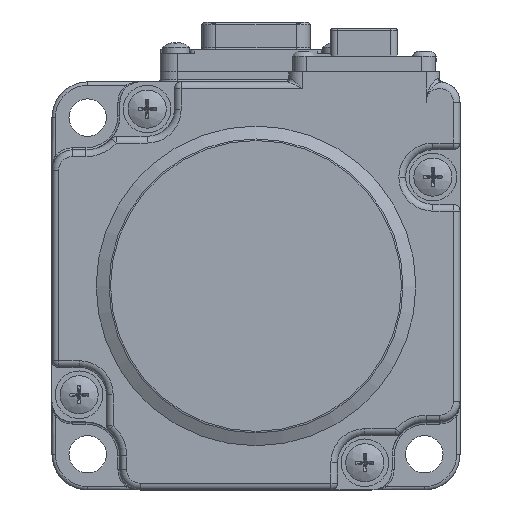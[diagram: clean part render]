
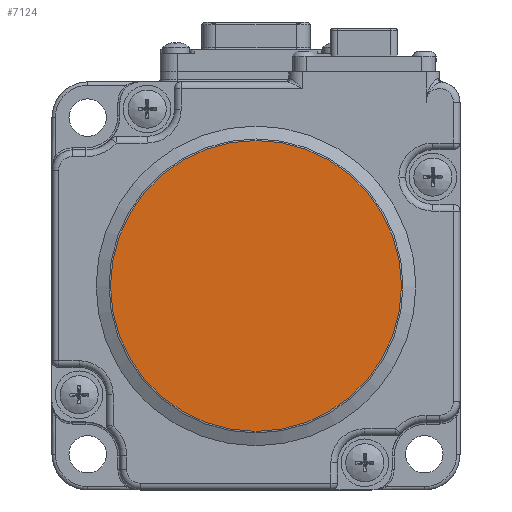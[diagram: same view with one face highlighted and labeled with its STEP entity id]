
A CAD part, left-side view. The second image highlights one B-rep face of the part: STEP entity #7124.
In plain terms, the highlighted planar face has unit normal (-1, 0, 0).
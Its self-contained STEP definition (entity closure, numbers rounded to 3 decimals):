
#2386 = CARTESIAN_POINT ( 'NONE',  ( -25.844, 10.197, 60. ) ) ;
#2769 = AXIS2_PLACEMENT_3D ( 'NONE', #2386, #18641, #10471 ) ;
#7124 = ADVANCED_FACE ( 'NONE', ( #18905 ), #22198, .T. ) ;
#9599 = VERTEX_POINT ( 'NONE', #13646 ) ;
#10471 = DIRECTION ( 'NONE',  ( 0., 0., -1. ) ) ;
#11819 = CIRCLE ( 'NONE', #2769, 21.382 ) ;
#12549 = EDGE_CURVE ( 'NONE', #9599, #9599, #11819, .T. ) ;
#13646 = CARTESIAN_POINT ( 'NONE',  ( -25.844, 10.197, 38.618 ) ) ;
#17133 = EDGE_LOOP ( 'NONE', ( #19382 ) ) ;
#18114 = DIRECTION ( 'NONE',  ( -1., 0., 0. ) ) ;
#18641 = DIRECTION ( 'NONE',  ( -1., 0., 0. ) ) ;
#18905 = FACE_OUTER_BOUND ( 'NONE', #17133, .T. ) ;
#19382 = ORIENTED_EDGE ( 'NONE', *, *, #12549, .T. ) ;
#19985 = DIRECTION ( 'NONE',  ( 0., 0., -1. ) ) ;
#20075 = CARTESIAN_POINT ( 'NONE',  ( -25.844, 10.197, 60. ) ) ;
#22198 = PLANE ( 'NONE',  #25207 ) ;
#25207 = AXIS2_PLACEMENT_3D ( 'NONE', #20075, #18114, #19985 ) ;
